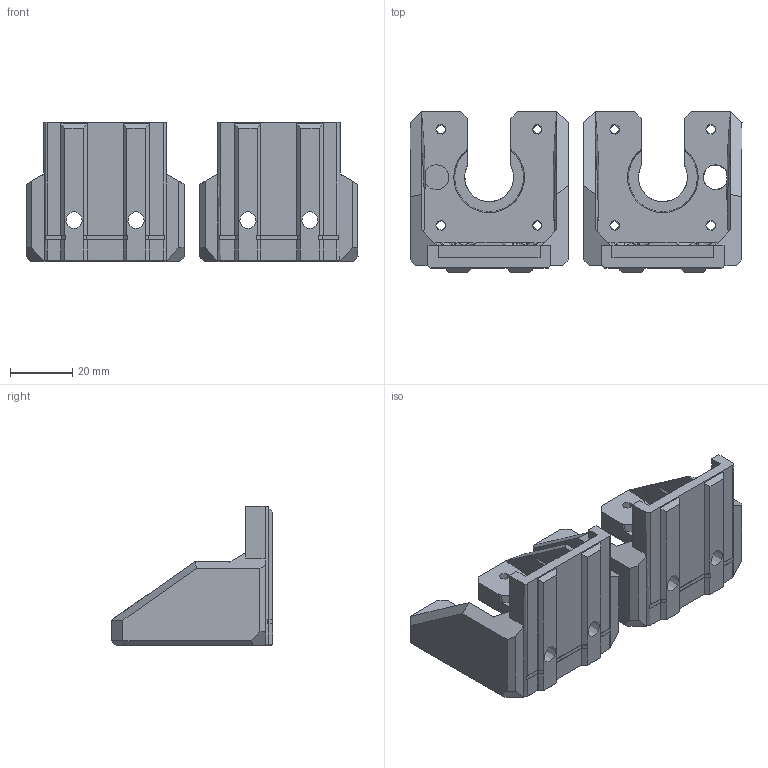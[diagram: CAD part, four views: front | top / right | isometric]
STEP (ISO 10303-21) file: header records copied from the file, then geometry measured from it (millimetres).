
FILE_DESCRIPTION(/* description */ ('','CAx-IF Rec.Pracs.---Representation and Presentation of Product Manufacturing Information (PMI)---4.0---2014-10-13'),/* implementation_level */ '2;1');
FILE_NAME(/* name */ 'motor_mount.step',/* time_stamp */ '2025-06-18T17:27:49+05:30',/* author */ (''),/* organization */ (''),/* preprocessor_version */ 'ST-DEVELOPER v20',/* originating_system */ 'Autodesk Translation Framework v13.20.0.188',/* authorisation */ '');
FILE_SCHEMA (('AP242_MANAGED_MODEL_BASED_3D_ENGINEERING_MIM_LF { 1 0 10303 442 1 1 4 }'));
Products named in the file (1): motor_mount
Bounding box: 107 x 51.9 x 44.8 mm (x, y, z)
Surface area: 25234.4 mm2 (no closed solid volume)
Topology: 0 solids, 10 shells, 476 faces, 1327 edges, 872 vertices
Faces by surface type: plane 332, cylinder 52, torus 44, cone 32, bspline 14, sphere 2
Full cylindrical faces by diameter (mm): 3.3 x8, 5.8 x8, 8.085 x2
Entity records: 46220 total; most frequent: CARTESIAN_POINT 34392, ORIENTED_EDGE 2633, DIRECTION 2149, EDGE_CURVE 1320, LINE 873, VECTOR 873, VERTEX_POINT 871, AXIS2_PLACEMENT_3D 638
